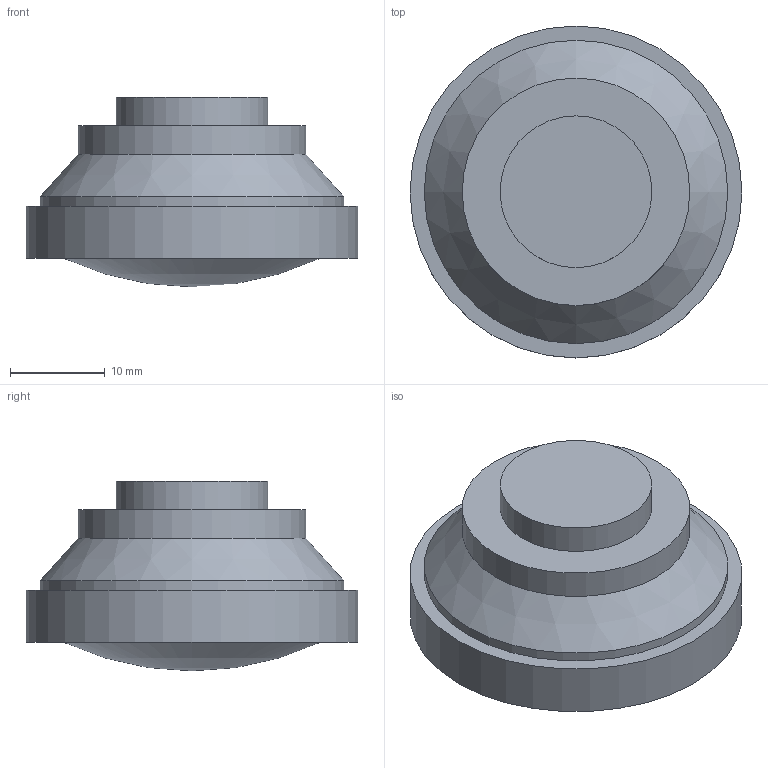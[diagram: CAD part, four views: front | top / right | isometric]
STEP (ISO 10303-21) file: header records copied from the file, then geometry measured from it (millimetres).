
FILE_DESCRIPTION(/* description */ (''),/* implementation_level */ '2;1');
FILE_NAME(/* name */ 'pimoroni-super-wide-angle-lens v3.step',/* time_stamp */ '2023-07-15T18:04:00+01:00',/* author */ (''),/* organization */ (''),/* preprocessor_version */ 'ST-DEVELOPER v19.2',/* originating_system */ 'Autodesk Translation Framework v12.6.0.85',/* authorisation */ '');
FILE_SCHEMA (('AUTOMOTIVE_DESIGN { 1 0 10303 214 3 1 1 }'));
Length unit declared in the file: millimetre
Products named in the file (2): pimoroni-super-wide-angle-lens; WideAngleLens
Assembly tree (1 placements, depth 2):
  pimoroni-super-wide-angle-lens
    WideAngleLens
Bounding box: 35 x 35 x 20 mm (x, y, z)
Volume: 11718.9 mm3; surface area: 4357.6 mm2
Topology: 2 solids, 2 shells, 11 faces, 16 edges, 10 vertices
Faces by surface type: plane 5, cylinder 4, cone 1, sphere 1
Full cylindrical faces by diameter (mm): 16 x1, 24 x1, 32 x1, 35 x1
Entity records: 298 total; most frequent: DIRECTION 53, CARTESIAN_POINT 39, ORIENTED_EDGE 30, AXIS2_PLACEMENT_3D 24, EDGE_CURVE 15, EDGE_LOOP 13, FACE_OUTER_BOUND 11, ADVANCED_FACE 11
